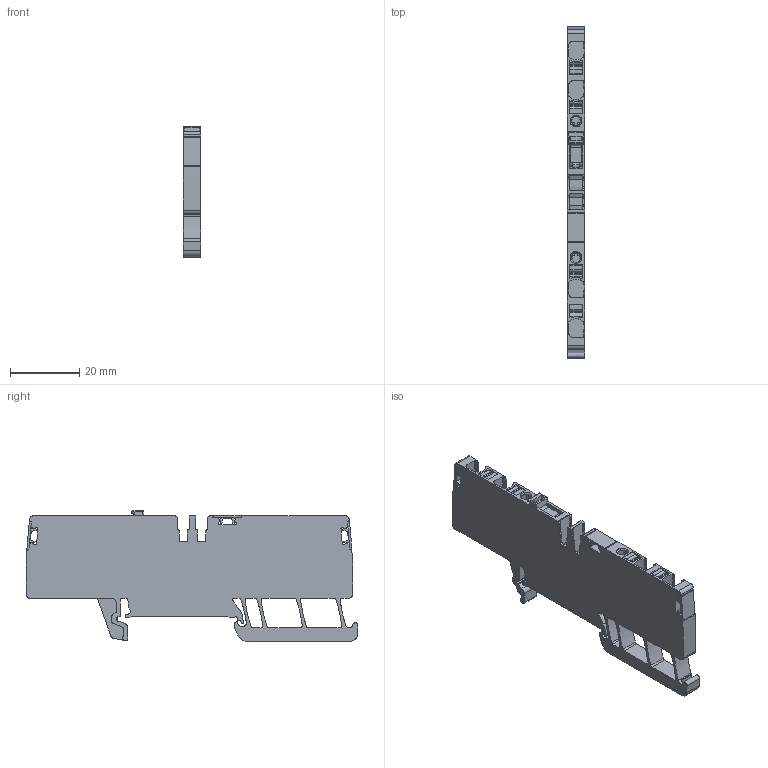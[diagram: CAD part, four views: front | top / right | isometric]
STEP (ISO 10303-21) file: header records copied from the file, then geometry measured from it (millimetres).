
FILE_DESCRIPTION(('CATIA V5R22 STEP214','CAx-IF Rec.Pracs.--- Model Styling and Organization---1.4--- 2014-01-23'),'2;1');
FILE_NAME ('1135604-2_1', '2019-07-05T12:03:57+00:00', ('Weidmueller Interface'), ('Weidmueller'), 'CATIA Version 5-6 Release 2016 SP3 HF44', 'CATIA V5 STEP AP214', 'none');
FILE_SCHEMA(('AUTOMOTIVE_DESIGN { 1 0 10303 214 1 1 1 1 }'));
Length unit declared in the file: millimetre
Products named in the file (1): 2675230000_ADT_2-5_4C_DL
Bounding box: 5.1 x 95.74 x 37.65 mm (x, y, z)
Volume: 11859.3 mm3; surface area: 9182.7 mm2
Topology: 9 solids, 9 shells, 782 faces, 2218 edges, 1470 vertices
Faces by surface type: plane 392, cylinder 330, extrusion 34, torus 20, cone 4, bspline 2
Entity records: 25052 total; most frequent: CARTESIAN_POINT 5802, ORIENTED_EDGE 4432, DIRECTION 3187, EDGE_CURVE 2216, VERTEX_POINT 1470, VECTOR 1399, LINE 1365, AXIS2_PLACEMENT_3D 1148
